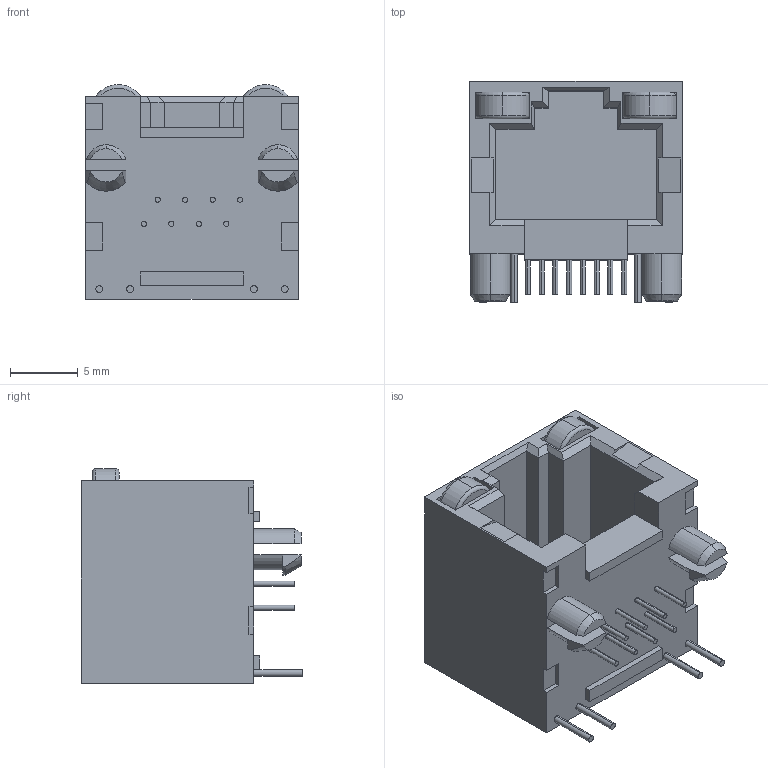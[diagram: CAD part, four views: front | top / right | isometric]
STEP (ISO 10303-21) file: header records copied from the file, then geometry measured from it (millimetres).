
FILE_DESCRIPTION (( 'STEP AP214' ), '1' );
FILE_NAME ('RJHSE-5084.STEP', '2020-12-22T10:27:00', ( '' ), ( '' ), 'SwSTEP 2.0', 'SolidWorks 2017', '' );
FILE_SCHEMA (( 'AUTOMOTIVE_DESIGN' ));
Length unit declared in the file: inch
Products named in the file (1): RJHSE-5084
Bounding box: 15.75 x 16.38 x 15.88 mm (x, y, z)
Volume: 2057.7 mm3; surface area: 1902.5 mm2
Topology: 15 solids, 15 shells, 170 faces, 373 edges, 240 vertices
Faces by surface type: plane 120, cylinder 38, torus 6, cone 6
Entity records: 4861 total; most frequent: CARTESIAN_POINT 876, DIRECTION 785, ORIENTED_EDGE 746, EDGE_CURVE 373, LINE 263, VECTOR 263, AXIS2_PLACEMENT_3D 261, VERTEX_POINT 240
